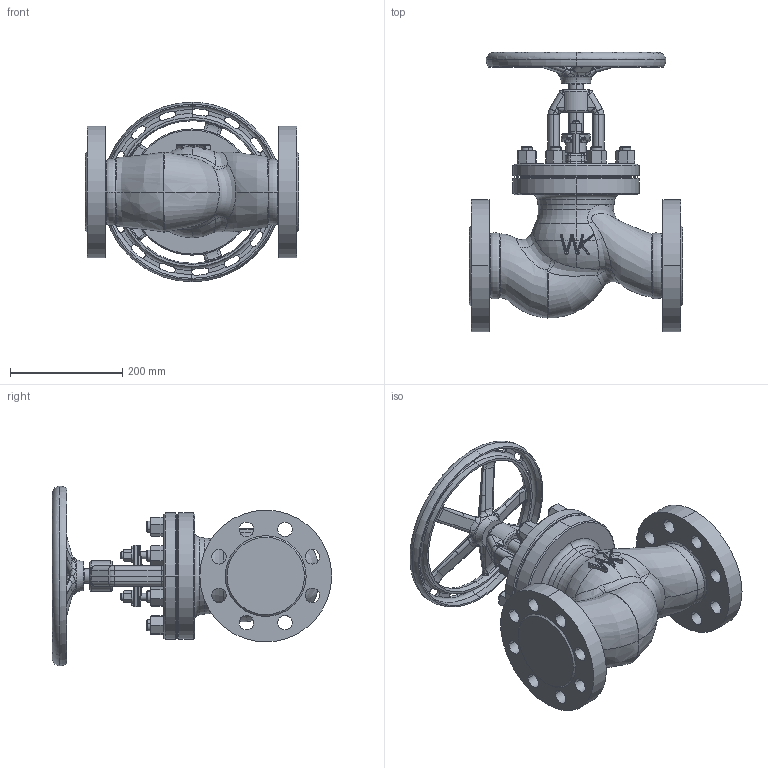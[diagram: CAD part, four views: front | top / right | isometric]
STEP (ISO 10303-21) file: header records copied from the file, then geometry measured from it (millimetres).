
FILE_DESCRIPTION (( 'STEP AP214' ), '1' );
FILE_NAME ('[80] 530 DN80 3-6249 katalog.STEP', '2015-03-19T06:30:11', ( '' ), ( '' ), 'SwSTEP 2.0', 'SolidWorks 2015', '' );
FILE_SCHEMA (( 'AUTOMOTIVE_DESIGN' ));
Length unit declared in the file: millimetre
Products named in the file (1): [80] 530 DN80 3-6249 katalog
Bounding box: 380 x 498 x 320 mm (x, y, z)
Volume: 11292260.9 mm3; surface area: 760566.6 mm2
Topology: 1 solids, 4 shells, 1162 faces, 2972 edges, 1776 vertices
Faces by surface type: cylinder 351, plane 257, bspline 241, cone 204, torus 90, sphere 19
Entity records: 70048 total; most frequent: CARTESIAN_POINT 36383, ORIENTED_EDGE 5870, DIRECTION 4855, EDGE_CURVE 2935, AXIS2_PLACEMENT_3D 2067, VERTEX_POINT 1776, EDGE_LOOP 1257, ADVANCED_FACE 1162
